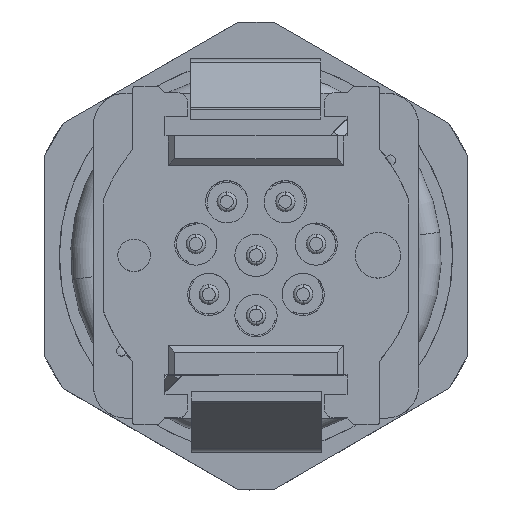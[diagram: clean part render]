
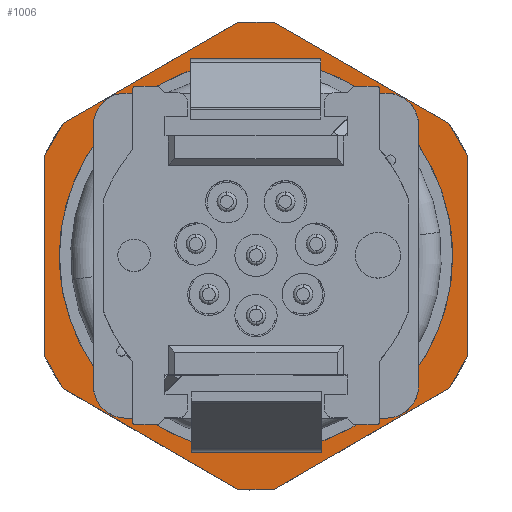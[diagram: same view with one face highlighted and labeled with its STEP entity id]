
A CAD part, top view. The second image highlights one B-rep face of the part: STEP entity #1006.
In plain terms, the highlighted planar face has unit normal (0, 0, 1).
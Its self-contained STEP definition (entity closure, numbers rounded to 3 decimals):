
#828=AXIS2_PLACEMENT_3D('Plane Axis2P3D',#825,#826,#827) ;
#825=CARTESIAN_POINT('Axis2P3D Location',(-0.125,7.178,8.)) ;
#830=CARTESIAN_POINT('Line Origine',(0.,7.178,8.)) ;
#834=CARTESIAN_POINT('Vertex',(0.,10.274,8.)) ;
#836=CARTESIAN_POINT('Vertex',(0.,4.081,8.)) ;
#840=CARTESIAN_POINT('Control Point',(0.568,3.097,8.)) ;
#841=CARTESIAN_POINT('Control Point',(0.439,3.284,8.)) ;
#842=CARTESIAN_POINT('Control Point',(0.318,3.477,8.)) ;
#843=CARTESIAN_POINT('Control Point',(0.204,3.674,8.)) ;
#844=CARTESIAN_POINT('Control Point',(0.098,3.876,8.)) ;
#845=CARTESIAN_POINT('Control Point',(0.,4.081,8.)) ;
#846=CARTESIAN_POINT('Vertex',(0.568,3.097,8.)) ;
#849=CARTESIAN_POINT('Line Origine',(3.25,1.549,8.)) ;
#853=CARTESIAN_POINT('Vertex',(5.932,0.,8.)) ;
#857=CARTESIAN_POINT('Control Point',(7.068,0.,8.)) ;
#858=CARTESIAN_POINT('Control Point',(6.841,-0.018,8.)) ;
#859=CARTESIAN_POINT('Control Point',(6.614,-0.027,8.)) ;
#860=CARTESIAN_POINT('Control Point',(6.386,-0.027,8.)) ;
#861=CARTESIAN_POINT('Control Point',(6.159,-0.018,8.)) ;
#862=CARTESIAN_POINT('Control Point',(5.932,0.,8.)) ;
#863=CARTESIAN_POINT('Vertex',(7.068,0.,8.)) ;
#866=CARTESIAN_POINT('Line Origine',(9.75,1.549,8.)) ;
#870=CARTESIAN_POINT('Vertex',(12.432,3.097,8.)) ;
#874=CARTESIAN_POINT('Control Point',(13.,4.081,8.)) ;
#875=CARTESIAN_POINT('Control Point',(12.902,3.876,8.)) ;
#876=CARTESIAN_POINT('Control Point',(12.796,3.674,8.)) ;
#877=CARTESIAN_POINT('Control Point',(12.682,3.477,8.)) ;
#878=CARTESIAN_POINT('Control Point',(12.561,3.284,8.)) ;
#879=CARTESIAN_POINT('Control Point',(12.432,3.097,8.)) ;
#880=CARTESIAN_POINT('Vertex',(13.,4.081,8.)) ;
#883=CARTESIAN_POINT('Line Origine',(13.,7.178,8.)) ;
#887=CARTESIAN_POINT('Vertex',(13.,10.274,8.)) ;
#891=CARTESIAN_POINT('Control Point',(12.432,11.259,8.)) ;
#892=CARTESIAN_POINT('Control Point',(12.561,11.071,8.)) ;
#893=CARTESIAN_POINT('Control Point',(12.682,10.879,8.)) ;
#894=CARTESIAN_POINT('Control Point',(12.796,10.681,8.)) ;
#895=CARTESIAN_POINT('Control Point',(12.902,10.48,8.)) ;
#896=CARTESIAN_POINT('Control Point',(13.,10.274,8.)) ;
#897=CARTESIAN_POINT('Vertex',(12.432,11.259,8.)) ;
#900=CARTESIAN_POINT('Line Origine',(9.75,12.807,8.)) ;
#904=CARTESIAN_POINT('Vertex',(7.069,14.355,8.)) ;
#908=CARTESIAN_POINT('Control Point',(5.931,14.355,8.)) ;
#909=CARTESIAN_POINT('Control Point',(6.158,14.373,8.)) ;
#910=CARTESIAN_POINT('Control Point',(6.386,14.382,8.)) ;
#911=CARTESIAN_POINT('Control Point',(6.614,14.382,8.)) ;
#912=CARTESIAN_POINT('Control Point',(6.842,14.373,8.)) ;
#913=CARTESIAN_POINT('Control Point',(7.069,14.355,8.)) ;
#914=CARTESIAN_POINT('Vertex',(5.931,14.355,8.)) ;
#917=CARTESIAN_POINT('Line Origine',(3.25,12.807,8.)) ;
#921=CARTESIAN_POINT('Vertex',(0.568,11.259,8.)) ;
#925=CARTESIAN_POINT('Control Point',(0.,10.274,8.)) ;
#926=CARTESIAN_POINT('Control Point',(0.098,10.48,8.)) ;
#927=CARTESIAN_POINT('Control Point',(0.204,10.681,8.)) ;
#928=CARTESIAN_POINT('Control Point',(0.318,10.879,8.)) ;
#929=CARTESIAN_POINT('Control Point',(0.439,11.071,8.)) ;
#930=CARTESIAN_POINT('Control Point',(0.568,11.259,8.)) ;
#947=CARTESIAN_POINT('Control Point',(0.45,7.178,8.)) ;
#948=CARTESIAN_POINT('Control Point',(0.45,7.78,8.)) ;
#949=CARTESIAN_POINT('Control Point',(0.525,8.383,8.)) ;
#950=CARTESIAN_POINT('Control Point',(0.675,8.973,8.)) ;
#951=CARTESIAN_POINT('Control Point',(1.119,10.103,8.)) ;
#952=CARTESIAN_POINT('Control Point',(1.826,11.09,8.)) ;
#953=CARTESIAN_POINT('Control Point',(2.24,11.537,8.)) ;
#954=CARTESIAN_POINT('Control Point',(3.169,12.318,8.)) ;
#955=CARTESIAN_POINT('Control Point',(4.262,12.847,8.)) ;
#956=CARTESIAN_POINT('Control Point',(4.839,13.042,8.)) ;
#957=CARTESIAN_POINT('Control Point',(6.029,13.284,8.)) ;
#958=CARTESIAN_POINT('Control Point',(7.242,13.228,8.)) ;
#959=CARTESIAN_POINT('Control Point',(7.842,13.123,8.)) ;
#960=CARTESIAN_POINT('Control Point',(9.003,12.768,8.)) ;
#961=CARTESIAN_POINT('Control Point',(10.041,12.139,8.)) ;
#962=CARTESIAN_POINT('Control Point',(10.518,11.761,8.)) ;
#963=CARTESIAN_POINT('Control Point',(11.369,10.894,8.)) ;
#964=CARTESIAN_POINT('Control Point',(11.981,9.845,8.)) ;
#965=CARTESIAN_POINT('Control Point',(12.219,9.285,8.)) ;
#966=CARTESIAN_POINT('Control Point',(12.437,8.521,8.)) ;
#967=CARTESIAN_POINT('Control Point',(12.528,7.736,8.)) ;
#968=CARTESIAN_POINT('Control Point',(12.543,7.55,8.)) ;
#969=CARTESIAN_POINT('Control Point',(12.55,7.364,8.)) ;
#970=CARTESIAN_POINT('Control Point',(12.55,7.178,8.)) ;
#971=CARTESIAN_POINT('Vertex',(0.45,7.178,8.)) ;
#973=CARTESIAN_POINT('Vertex',(12.55,7.178,8.)) ;
#977=CARTESIAN_POINT('Control Point',(12.55,7.178,8.)) ;
#978=CARTESIAN_POINT('Control Point',(12.55,6.575,8.)) ;
#979=CARTESIAN_POINT('Control Point',(12.475,5.973,8.)) ;
#980=CARTESIAN_POINT('Control Point',(12.325,5.383,8.)) ;
#981=CARTESIAN_POINT('Control Point',(11.881,4.252,8.)) ;
#982=CARTESIAN_POINT('Control Point',(11.174,3.265,8.)) ;
#983=CARTESIAN_POINT('Control Point',(10.76,2.818,8.)) ;
#984=CARTESIAN_POINT('Control Point',(9.831,2.037,8.)) ;
#985=CARTESIAN_POINT('Control Point',(8.738,1.508,8.)) ;
#986=CARTESIAN_POINT('Control Point',(8.161,1.313,8.)) ;
#987=CARTESIAN_POINT('Control Point',(6.971,1.071,8.)) ;
#988=CARTESIAN_POINT('Control Point',(5.758,1.128,8.)) ;
#989=CARTESIAN_POINT('Control Point',(5.158,1.232,8.)) ;
#990=CARTESIAN_POINT('Control Point',(3.997,1.587,8.)) ;
#991=CARTESIAN_POINT('Control Point',(2.959,2.216,8.)) ;
#992=CARTESIAN_POINT('Control Point',(2.482,2.595,8.)) ;
#993=CARTESIAN_POINT('Control Point',(1.631,3.461,8.)) ;
#994=CARTESIAN_POINT('Control Point',(1.019,4.51,8.)) ;
#995=CARTESIAN_POINT('Control Point',(0.781,5.07,8.)) ;
#996=CARTESIAN_POINT('Control Point',(0.563,5.835,8.)) ;
#997=CARTESIAN_POINT('Control Point',(0.472,6.619,8.)) ;
#998=CARTESIAN_POINT('Control Point',(0.457,6.805,8.)) ;
#999=CARTESIAN_POINT('Control Point',(0.45,6.991,8.)) ;
#1000=CARTESIAN_POINT('Control Point',(0.45,7.178,8.)) ;
#826=DIRECTION('Axis2P3D Direction',(0.,0.,1.)) ;
#827=DIRECTION('Axis2P3D XDirection',(0.,1.,0.)) ;
#831=DIRECTION('Vector Direction',(0.,-1.,0.)) ;
#850=DIRECTION('Vector Direction',(0.866,-0.5,0.)) ;
#867=DIRECTION('Vector Direction',(0.866,0.5,0.)) ;
#884=DIRECTION('Vector Direction',(0.,1.,0.)) ;
#901=DIRECTION('Vector Direction',(-0.866,0.5,0.)) ;
#918=DIRECTION('Vector Direction',(-0.866,-0.5,0.)) ;
#832=VECTOR('Line Direction',#831,1.) ;
#851=VECTOR('Line Direction',#850,1.) ;
#868=VECTOR('Line Direction',#867,1.) ;
#885=VECTOR('Line Direction',#884,1.) ;
#902=VECTOR('Line Direction',#901,1.) ;
#919=VECTOR('Line Direction',#918,1.) ;
#933=ORIENTED_EDGE('',*,*,#838,.T.) ;
#934=ORIENTED_EDGE('',*,*,#848,.F.) ;
#935=ORIENTED_EDGE('',*,*,#855,.T.) ;
#936=ORIENTED_EDGE('',*,*,#865,.F.) ;
#937=ORIENTED_EDGE('',*,*,#872,.T.) ;
#938=ORIENTED_EDGE('',*,*,#882,.F.) ;
#939=ORIENTED_EDGE('',*,*,#889,.T.) ;
#940=ORIENTED_EDGE('',*,*,#899,.F.) ;
#941=ORIENTED_EDGE('',*,*,#906,.T.) ;
#942=ORIENTED_EDGE('',*,*,#916,.F.) ;
#943=ORIENTED_EDGE('',*,*,#923,.T.) ;
#944=ORIENTED_EDGE('',*,*,#931,.F.) ;
#1003=ORIENTED_EDGE('',*,*,#975,.T.) ;
#1004=ORIENTED_EDGE('',*,*,#1001,.T.) ;
#1005=FACE_BOUND('',#1002,.T.) ;
#1006=ADVANCED_FACE('V1',(#945,#1005),#829,.T.) ;
#839=B_SPLINE_CURVE_WITH_KNOTS('',5,(#840,#841,#842,#843,#844,#845),.UNSPECIFIED.,.F.,.U.,(6,6),(0.,1.607),.UNSPECIFIED.) ;
#856=B_SPLINE_CURVE_WITH_KNOTS('',5,(#857,#858,#859,#860,#861,#862),.UNSPECIFIED.,.F.,.U.,(6,6),(0.,1.606),.UNSPECIFIED.) ;
#873=B_SPLINE_CURVE_WITH_KNOTS('',5,(#874,#875,#876,#877,#878,#879),.UNSPECIFIED.,.F.,.U.,(6,6),(0.,1.607),.UNSPECIFIED.) ;
#890=B_SPLINE_CURVE_WITH_KNOTS('',5,(#891,#892,#893,#894,#895,#896),.UNSPECIFIED.,.F.,.U.,(6,6),(0.,1.608),.UNSPECIFIED.) ;
#907=B_SPLINE_CURVE_WITH_KNOTS('',5,(#908,#909,#910,#911,#912,#913),.UNSPECIFIED.,.F.,.U.,(6,6),(0.,1.609),.UNSPECIFIED.) ;
#924=B_SPLINE_CURVE_WITH_KNOTS('',5,(#925,#926,#927,#928,#929,#930),.UNSPECIFIED.,.F.,.U.,(6,6),(0.,1.608),.UNSPECIFIED.) ;
#946=B_SPLINE_CURVE_WITH_KNOTS('',5,(#947,#948,#949,#950,#951,#952,#953,#954,#955,#956,#957,#958,#959,#960,#961,#962,#963,#964,#965,#966,#967,#968,#969,#970),.UNSPECIFIED.,.F.,.U.,(6,3,3,3,3,3,3,6),(0.,4.26,8.52,12.781,17.041,21.301,25.561,26.879),.UNSPECIFIED.) ;
#976=B_SPLINE_CURVE_WITH_KNOTS('',5,(#977,#978,#979,#980,#981,#982,#983,#984,#985,#986,#987,#988,#989,#990,#991,#992,#993,#994,#995,#996,#997,#998,#999,#1000),.UNSPECIFIED.,.F.,.U.,(6,3,3,3,3,3,3,6),(0.,4.26,8.52,12.781,17.041,21.301,25.561,26.879),.UNSPECIFIED.) ;
#838=EDGE_CURVE('',#835,#837,#833,.T.) ;
#848=EDGE_CURVE('',#847,#837,#839,.T.) ;
#855=EDGE_CURVE('',#847,#854,#852,.T.) ;
#865=EDGE_CURVE('',#864,#854,#856,.T.) ;
#872=EDGE_CURVE('',#864,#871,#869,.T.) ;
#882=EDGE_CURVE('',#881,#871,#873,.T.) ;
#889=EDGE_CURVE('',#881,#888,#886,.T.) ;
#899=EDGE_CURVE('',#898,#888,#890,.T.) ;
#906=EDGE_CURVE('',#898,#905,#903,.T.) ;
#916=EDGE_CURVE('',#915,#905,#907,.T.) ;
#923=EDGE_CURVE('',#915,#922,#920,.T.) ;
#931=EDGE_CURVE('',#835,#922,#924,.T.) ;
#975=EDGE_CURVE('',#972,#974,#946,.T.) ;
#1001=EDGE_CURVE('',#974,#972,#976,.T.) ;
#932=EDGE_LOOP('',(#933,#934,#935,#936,#937,#938,#939,#940,#941,#942,#943,#944)) ;
#1002=EDGE_LOOP('',(#1003,#1004)) ;
#945=FACE_OUTER_BOUND('',#932,.T.) ;
#833=LINE('Line',#830,#832) ;
#852=LINE('Line',#849,#851) ;
#869=LINE('Line',#866,#868) ;
#886=LINE('Line',#883,#885) ;
#903=LINE('Line',#900,#902) ;
#920=LINE('Line',#917,#919) ;
#829=PLANE('',#828) ;
#835=VERTEX_POINT('',#834) ;
#837=VERTEX_POINT('',#836) ;
#847=VERTEX_POINT('',#846) ;
#854=VERTEX_POINT('',#853) ;
#864=VERTEX_POINT('',#863) ;
#871=VERTEX_POINT('',#870) ;
#881=VERTEX_POINT('',#880) ;
#888=VERTEX_POINT('',#887) ;
#898=VERTEX_POINT('',#897) ;
#905=VERTEX_POINT('',#904) ;
#915=VERTEX_POINT('',#914) ;
#922=VERTEX_POINT('',#921) ;
#972=VERTEX_POINT('',#971) ;
#974=VERTEX_POINT('',#973) ;
